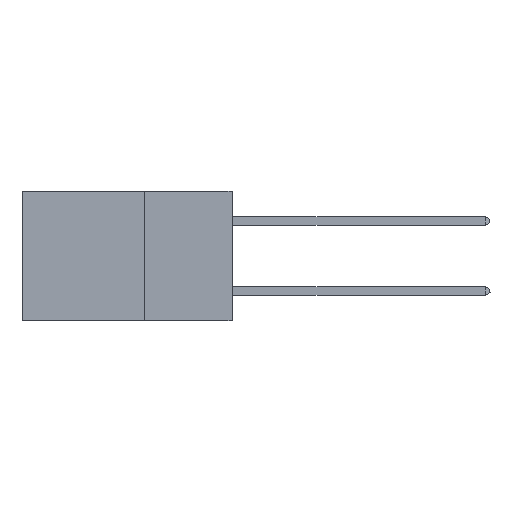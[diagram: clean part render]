
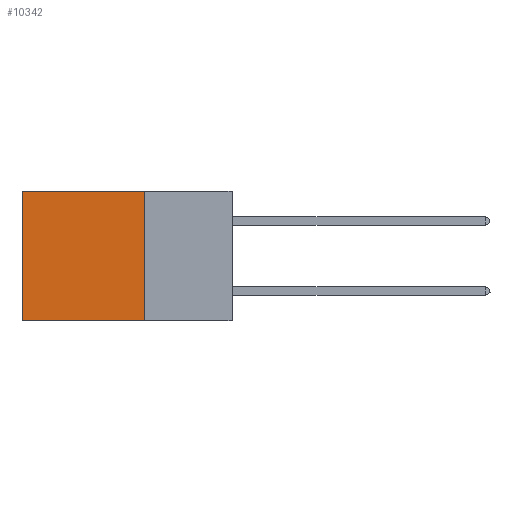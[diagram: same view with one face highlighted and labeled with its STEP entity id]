
A CAD part, left-side view. The second image highlights one B-rep face of the part: STEP entity #10342.
In plain terms, the highlighted planar face has unit normal (-1, 0, 0).
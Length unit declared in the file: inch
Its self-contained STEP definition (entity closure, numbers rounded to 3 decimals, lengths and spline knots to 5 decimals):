
#54 = LINE ( 'NONE', #18466, #22076 ) ;
#1222 = CARTESIAN_POINT ( 'NONE',  ( 0.2875, 0.6, 0. ) ) ;
#4829 = CARTESIAN_POINT ( 'NONE',  ( 0.2875, 0.25, -0.37 ) ) ;
#6752 = ORIENTED_EDGE ( 'NONE', *, *, #12562, .F. ) ;
#6823 = VECTOR ( 'NONE', #22293, 39.37008 ) ;
#7029 = DIRECTION ( 'NONE',  ( 0., 1., 0. ) ) ;
#7270 = FACE_OUTER_BOUND ( 'NONE', #12652, .T. ) ;
#7636 = ORIENTED_EDGE ( 'NONE', *, *, #23896, .F. ) ;
#9145 = EDGE_CURVE ( 'NONE', #10989, #11545, #54, .T. ) ;
#9863 = LINE ( 'NONE', #16139, #18337 ) ;
#9961 = DIRECTION ( 'NONE',  ( 0., 0., -1. ) ) ;
#10068 = CARTESIAN_POINT ( 'NONE',  ( 0.2875, 0.25, -0.37 ) ) ;
#10342 = ADVANCED_FACE ( 'NONE', ( #7270 ), #25912, .F. ) ;
#10989 = VERTEX_POINT ( 'NONE', #1222 ) ;
#11490 = ORIENTED_EDGE ( 'NONE', *, *, #15809, .T. ) ;
#11545 = VERTEX_POINT ( 'NONE', #15056 ) ;
#11638 = VERTEX_POINT ( 'NONE', #17736 ) ;
#12244 = DIRECTION ( 'NONE',  ( 0., 0., -1. ) ) ;
#12562 = EDGE_CURVE ( 'NONE', #15532, #11545, #20911, .T. ) ;
#12652 = EDGE_LOOP ( 'NONE', ( #20699, #6752, #7636, #11490 ) ) ;
#15056 = CARTESIAN_POINT ( 'NONE',  ( 0.2875, 0.6, -0.37 ) ) ;
#15471 = VECTOR ( 'NONE', #7029, 39.37008 ) ;
#15532 = VERTEX_POINT ( 'NONE', #4829 ) ;
#15809 = EDGE_CURVE ( 'NONE', #11638, #10989, #20716, .T. ) ;
#16139 = CARTESIAN_POINT ( 'NONE',  ( 0.2875, 0.25, 0. ) ) ;
#17736 = CARTESIAN_POINT ( 'NONE',  ( 0.2875, 0.25, 0. ) ) ;
#18337 = VECTOR ( 'NONE', #24605, 39.37008 ) ;
#18466 = CARTESIAN_POINT ( 'NONE',  ( 0.2875, 0.6, 0. ) ) ;
#19543 = CARTESIAN_POINT ( 'NONE',  ( 0.2875, 0.25, 0. ) ) ;
#20699 = ORIENTED_EDGE ( 'NONE', *, *, #9145, .T. ) ;
#20716 = LINE ( 'NONE', #19543, #15471 ) ;
#20911 = LINE ( 'NONE', #10068, #6823 ) ;
#22076 = VECTOR ( 'NONE', #12244, 39.37008 ) ;
#22284 = DIRECTION ( 'NONE',  ( 1., 0., 0. ) ) ;
#22293 = DIRECTION ( 'NONE',  ( 0., 1., 0. ) ) ;
#22372 = CARTESIAN_POINT ( 'NONE',  ( 0.2875, 0.25, 0. ) ) ;
#23896 = EDGE_CURVE ( 'NONE', #11638, #15532, #9863, .T. ) ;
#24605 = DIRECTION ( 'NONE',  ( 0., 0., -1. ) ) ;
#25912 = PLANE ( 'NONE',  #26859 ) ;
#26859 = AXIS2_PLACEMENT_3D ( 'NONE', #22372, #22284, #9961 ) ;
